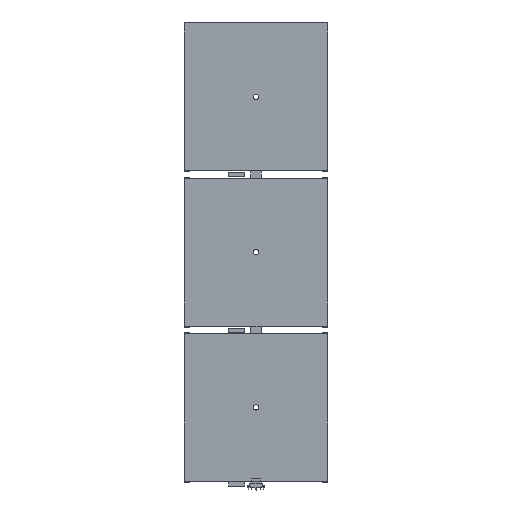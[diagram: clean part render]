
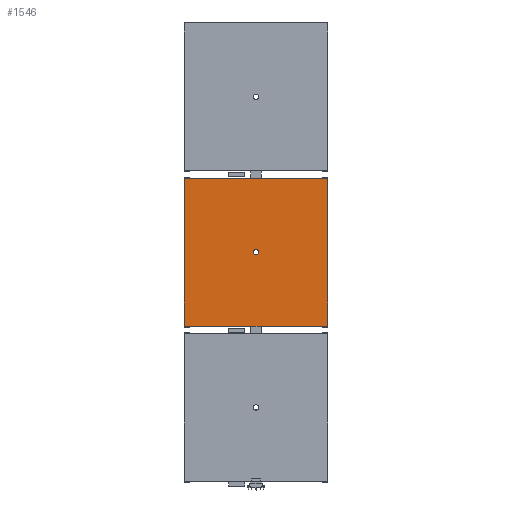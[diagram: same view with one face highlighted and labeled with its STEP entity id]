
A CAD part, left-side view. The second image highlights one B-rep face of the part: STEP entity #1546.
In plain terms, the highlighted face is planar.
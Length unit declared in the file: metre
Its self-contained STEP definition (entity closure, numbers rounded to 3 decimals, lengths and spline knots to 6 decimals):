
#1546=ADVANCED_FACE('',(#2811,#2812),#2813,.T.);
#2811=FACE_OUTER_BOUND('',#4478,.T.);
#2812=FACE_BOUND('',#4479,.T.);
#2813=PLANE('',#4480);
#4478=EDGE_LOOP('',(#8522,#8523,#8524,#8525));
#4479=EDGE_LOOP('',(#8526,#8527));
#4480=AXIS2_PLACEMENT_3D('',#8528,#8529,#8530);
#8522=ORIENTED_EDGE('',*,*,#12170,.F.);
#8523=ORIENTED_EDGE('',*,*,#12159,.F.);
#8524=ORIENTED_EDGE('',*,*,#12171,.F.);
#8525=ORIENTED_EDGE('',*,*,#12167,.F.);
#8526=ORIENTED_EDGE('',*,*,#12156,.T.);
#8527=ORIENTED_EDGE('',*,*,#12172,.T.);
#8528=CARTESIAN_POINT('',(1.509,0.,0.0209));
#8529=DIRECTION('',(0.0,0.,-1.0));
#8530=DIRECTION('',(0.0,-1.0,0.));
#12156=EDGE_CURVE('',#14739,#14736,#14740,.T.);
#12159=EDGE_CURVE('',#14744,#14745,#14746,.T.);
#12167=EDGE_CURVE('',#14758,#14759,#14760,.T.);
#12170=EDGE_CURVE('',#14745,#14758,#14763,.T.);
#12171=EDGE_CURVE('',#14759,#14744,#14764,.T.);
#12172=EDGE_CURVE('',#14736,#14739,#14765,.T.);
#14736=VERTEX_POINT('',#18654);
#14739=VERTEX_POINT('',#18658);
#14740=CIRCLE('',#18659,0.02);
#14744=VERTEX_POINT('',#18664);
#14745=VERTEX_POINT('',#18665);
#14746=LINE('',#18666,#18667);
#14758=VERTEX_POINT('',#18685);
#14759=VERTEX_POINT('',#18686);
#14760=LINE('',#18687,#18688);
#14763=LINE('',#18693,#18694);
#14764=LINE('',#18695,#18696);
#14765=CIRCLE('',#18697,0.02);
#18654=CARTESIAN_POINT('',(1.489,0.,0.0209));
#18658=CARTESIAN_POINT('',(1.529,0.,0.0209));
#18659=AXIS2_PLACEMENT_3D('',#22680,#22681,#22682);
#18664=CARTESIAN_POINT('',(2.059,-0.535,0.0209));
#18665=CARTESIAN_POINT('',(2.059,0.535,0.0209));
#18666=CARTESIAN_POINT('',(2.059,0.,0.0209));
#18667=VECTOR('',#22687,1.0);
#18685=CARTESIAN_POINT('',(0.959,0.535,0.0209));
#18686=CARTESIAN_POINT('',(0.959,-0.535,0.0209));
#18687=CARTESIAN_POINT('',(0.959,0.,0.0209));
#18688=VECTOR('',#22697,1.0);
#18693=CARTESIAN_POINT('',(1.509,0.535,0.0209));
#18694=VECTOR('',#22700,1.0);
#18695=CARTESIAN_POINT('',(1.509,-0.535,0.0209));
#18696=VECTOR('',#22701,1.0);
#18697=AXIS2_PLACEMENT_3D('',#22702,#22703,#22704);
#22680=CARTESIAN_POINT('',(1.509,0.,0.0209));
#22681=DIRECTION('',(0.0,0.,1.0));
#22682=DIRECTION('',(-1.0,0.,0.));
#22687=DIRECTION('',(0.,1.0,0.0));
#22697=DIRECTION('',(0.,-1.0,0.0));
#22700=DIRECTION('',(-1.0,0.0,0.0));
#22701=DIRECTION('',(1.0,0.,0.0));
#22702=CARTESIAN_POINT('',(1.509,0.,0.0209));
#22703=DIRECTION('',(0.0,0.,1.0));
#22704=DIRECTION('',(-1.0,0.,0.));
